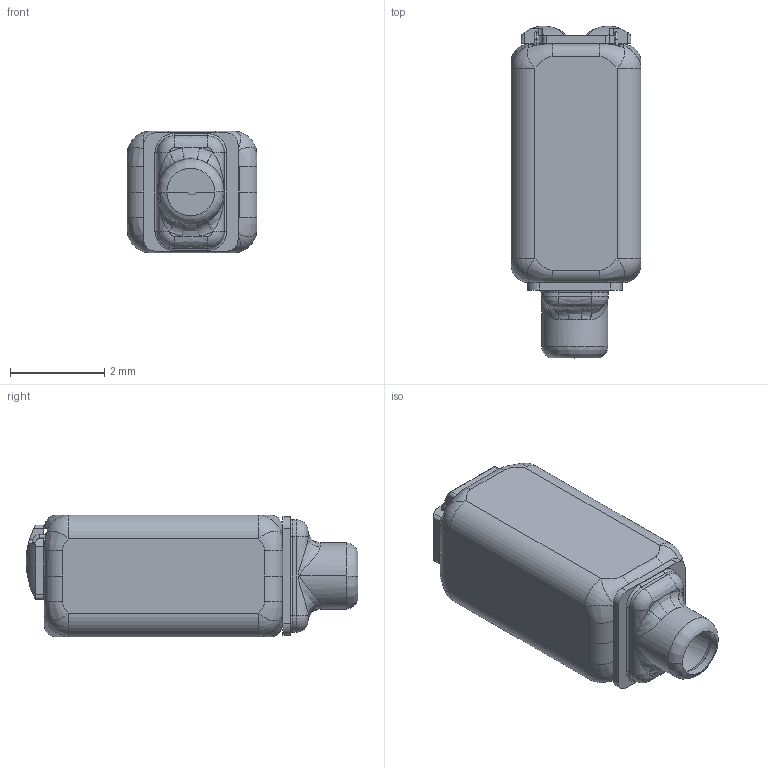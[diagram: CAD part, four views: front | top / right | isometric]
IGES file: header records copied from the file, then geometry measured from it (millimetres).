
Start section:  PTC IGES file: ffh-23371-i04_sw0001.igs
Global section: file name: ffh-23371-i04_sw0001.igs; native system: Pro/ENGINEER by Parametric Technology Corporation; preprocessor: 2011220; author: oqiu; organization: Unknown; date: 20120412.141037; units: inch
Bounding box: 2.76 x 7.05 x 2.59 mm (x, y, z)
Volume: 28 mm3; surface area: 209 mm2
Topology: 3 solids, 3 shells, 711 faces, 1866 edges, 1144 vertices
Faces by surface type: revolution 428, bspline 283
